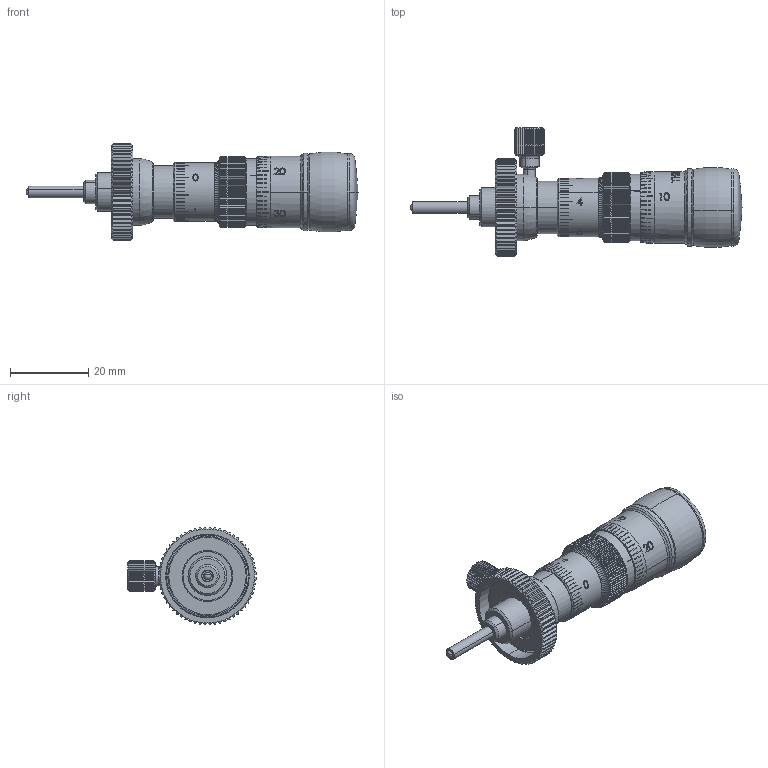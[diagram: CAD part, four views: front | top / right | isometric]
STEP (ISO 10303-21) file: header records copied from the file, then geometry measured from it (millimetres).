
FILE_DESCRIPTION (( 'STEP AP214' ), '1' );
FILE_NAME ('DRV3 - Coarse Scale.STEP', '2012-03-14T08:23:57', ( 'Thorlabs Ltd.' ), ( 'Thorlabs Ltd.' ), 'SwSTEP 2.0', 'SolidWorks 2011', '' );
FILE_SCHEMA (( 'AUTOMOTIVE_DESIGN' ));
Length unit declared in the file: millimetre
Products named in the file (1): DRV3 - Coarse Scale
Bounding box: 84.98 x 32.88 x 24.98 mm (x, y, z)
Volume: 14048.9 mm3; surface area: 16916.9 mm2
Topology: 33 solids, 33 shells, 2072 faces, 5034 edges, 3137 vertices
Faces by surface type: plane 795, cylinder 536, cone 424, torus 228, bspline 72, sphere 17
Entity records: 95925 total; most frequent: CARTESIAN_POINT 25273, DIRECTION 9988, ORIENTED_EDGE 9960, EDGE_CURVE 4980, AXIS2_PLACEMENT_3D 4227, VERTEX_POINT 3121, EDGE_LOOP 2251, CIRCLE 2226
